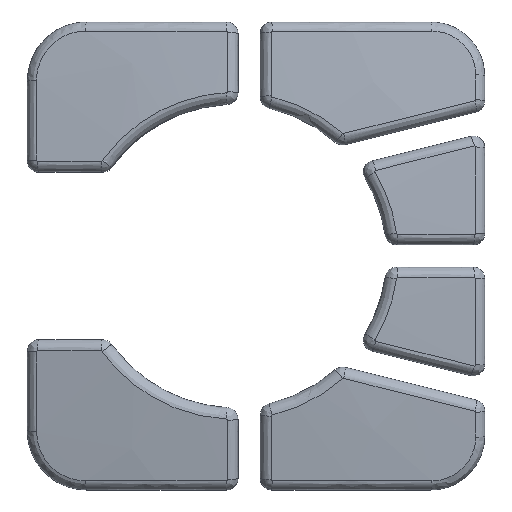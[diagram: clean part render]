
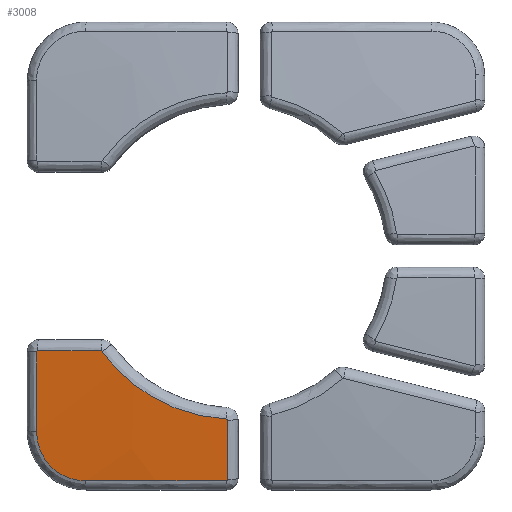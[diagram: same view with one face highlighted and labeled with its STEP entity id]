
A CAD part, top view. The second image highlights one B-rep face of the part: STEP entity #3008.
In plain terms, the highlighted spherical face has radius 312.5 mm.
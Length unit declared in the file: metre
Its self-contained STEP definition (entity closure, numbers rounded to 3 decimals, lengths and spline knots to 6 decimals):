
#127=SPHERICAL_SURFACE('',#3336,0.3125);
#281=B_SPLINE_CURVE_WITH_KNOTS('',3,(#5606,#5607,#5608,#5609),
 .UNSPECIFIED.,.F.,.F.,(4,4),(0.,1.),.UNSPECIFIED.);
#282=B_SPLINE_CURVE_WITH_KNOTS('',3,(#5612,#5613,#5614,#5615),
 .UNSPECIFIED.,.F.,.F.,(4,4),(0.,1.),.UNSPECIFIED.);
#283=B_SPLINE_CURVE_WITH_KNOTS('',3,(#5617,#5618,#5619,#5620),
 .UNSPECIFIED.,.F.,.F.,(4,4),(0.,1.),.UNSPECIFIED.);
#284=B_SPLINE_CURVE_WITH_KNOTS('',3,(#5622,#5623,#5624,#5625),
 .UNSPECIFIED.,.F.,.F.,(4,4),(0.,1.),.UNSPECIFIED.);
#285=B_SPLINE_CURVE_WITH_KNOTS('',3,(#5627,#5628,#5629,#5630,#5631,#5632,
#5633),.UNSPECIFIED.,.F.,.F.,(4,1,1,1,4),(0.,0.25,0.5,0.75,1.),
 .UNSPECIFIED.);
#286=B_SPLINE_CURVE_WITH_KNOTS('',3,(#5635,#5636,#5637,#5638),
 .UNSPECIFIED.,.F.,.F.,(4,4),(0.,1.),.UNSPECIFIED.);
#287=B_SPLINE_CURVE_WITH_KNOTS('',3,(#5640,#5641,#5642,#5643),
 .UNSPECIFIED.,.F.,.F.,(4,4),(0.,1.),.UNSPECIFIED.);
#288=B_SPLINE_CURVE_WITH_KNOTS('',3,(#5645,#5646,#5647,#5648),
 .UNSPECIFIED.,.F.,.F.,(4,4),(0.,1.),.UNSPECIFIED.);
#289=B_SPLINE_CURVE_WITH_KNOTS('',3,(#5650,#5651,#5652,#5653),
 .UNSPECIFIED.,.F.,.F.,(4,4),(0.,1.),.UNSPECIFIED.);
#290=B_SPLINE_CURVE_WITH_KNOTS('',3,(#5655,#5656,#5657,#5658,#5659),
 .UNSPECIFIED.,.F.,.F.,(4,1,4),(0.,0.5,1.),.UNSPECIFIED.);
#924=ORIENTED_EDGE('',*,*,#1576,.T.);
#925=ORIENTED_EDGE('',*,*,#1577,.T.);
#926=ORIENTED_EDGE('',*,*,#1578,.T.);
#927=ORIENTED_EDGE('',*,*,#1579,.T.);
#928=ORIENTED_EDGE('',*,*,#1580,.T.);
#929=ORIENTED_EDGE('',*,*,#1581,.T.);
#930=ORIENTED_EDGE('',*,*,#1582,.T.);
#931=ORIENTED_EDGE('',*,*,#1583,.T.);
#932=ORIENTED_EDGE('',*,*,#1584,.T.);
#933=ORIENTED_EDGE('',*,*,#1585,.T.);
#1576=EDGE_CURVE('',#1919,#1920,#281,.T.);
#1577=EDGE_CURVE('',#1920,#1921,#282,.T.);
#1578=EDGE_CURVE('',#1921,#1922,#283,.T.);
#1579=EDGE_CURVE('',#1922,#1923,#284,.T.);
#1580=EDGE_CURVE('',#1923,#1924,#285,.T.);
#1581=EDGE_CURVE('',#1924,#1925,#286,.T.);
#1582=EDGE_CURVE('',#1925,#1926,#287,.T.);
#1583=EDGE_CURVE('',#1926,#1927,#288,.T.);
#1584=EDGE_CURVE('',#1927,#1928,#289,.T.);
#1585=EDGE_CURVE('',#1928,#1919,#290,.T.);
#1919=VERTEX_POINT('',#5610);
#1920=VERTEX_POINT('',#5611);
#1921=VERTEX_POINT('',#5616);
#1922=VERTEX_POINT('',#5621);
#1923=VERTEX_POINT('',#5626);
#1924=VERTEX_POINT('',#5634);
#1925=VERTEX_POINT('',#5639);
#1926=VERTEX_POINT('',#5644);
#1927=VERTEX_POINT('',#5649);
#1928=VERTEX_POINT('',#5654);
#2472=EDGE_LOOP('',(#924,#925,#926,#927,#928,#929,#930,#931,#932,#933));
#2726=FACE_BOUND('',#2472,.T.);
#3008=ADVANCED_FACE('',(#2726),#127,.T.);
#3336=AXIS2_PLACEMENT_3D('',#5605,#3857,#3858);
#3857=DIRECTION('',(-1.,0.,0.));
#3858=DIRECTION('',(0.,0.,1.));
#5605=CARTESIAN_POINT('',(0.0381,-0.00334,-0.2751));
#5606=CARTESIAN_POINT('',(0.013037,-0.021339,0.035873));
#5607=CARTESIAN_POINT('',(0.012996,-0.021283,0.035873));
#5608=CARTESIAN_POINT('',(0.012942,-0.021255,0.03587));
#5609=CARTESIAN_POINT('',(0.012873,-0.021255,0.035864));
#5610=CARTESIAN_POINT('',(0.013037,-0.021339,0.035873));
#5611=CARTESIAN_POINT('',(0.012873,-0.021255,0.035864));
#5612=CARTESIAN_POINT('',(0.012873,-0.021255,0.035864));
#5613=CARTESIAN_POINT('',(0.008862,-0.021259,0.035539));
#5614=CARTESIAN_POINT('',(0.004857,-0.021259,0.035136));
#5615=CARTESIAN_POINT('',(0.000862,-0.021255,0.034656));
#5616=CARTESIAN_POINT('',(0.000862,-0.021255,0.034656));
#5617=CARTESIAN_POINT('',(0.000862,-0.021255,0.034656));
#5618=CARTESIAN_POINT('',(0.000751,-0.021255,0.034642));
#5619=CARTESIAN_POINT('',(0.00066,-0.021344,0.034626));
#5620=CARTESIAN_POINT('',(0.00066,-0.021456,0.03462));
#5621=CARTESIAN_POINT('',(0.00066,-0.021456,0.03462));
#5622=CARTESIAN_POINT('',(0.00066,-0.021456,0.03462));
#5623=CARTESIAN_POINT('',(0.00066,-0.026497,0.034325));
#5624=CARTESIAN_POINT('',(0.00066,-0.031532,0.033907));
#5625=CARTESIAN_POINT('',(0.00066,-0.036553,0.033366));
#5626=CARTESIAN_POINT('',(0.00066,-0.036553,0.033366));
#5627=CARTESIAN_POINT('',(0.00066,-0.036553,0.033366));
#5628=CARTESIAN_POINT('',(0.00066,-0.037781,0.033234));
#5629=CARTESIAN_POINT('',(0.001144,-0.040182,0.033019));
#5630=CARTESIAN_POINT('',(0.003198,-0.043271,0.032874));
#5631=CARTESIAN_POINT('',(0.006295,-0.045331,0.032936));
#5632=CARTESIAN_POINT('',(0.008692,-0.045812,0.033103));
#5633=CARTESIAN_POINT('',(0.00992,-0.045812,0.033215));
#5634=CARTESIAN_POINT('',(0.00992,-0.045812,0.033215));
#5635=CARTESIAN_POINT('',(0.00992,-0.045812,0.033215));
#5636=CARTESIAN_POINT('',(0.018723,-0.045812,0.03402));
#5637=CARTESIAN_POINT('',(0.02759,-0.045812,0.03445));
#5638=CARTESIAN_POINT('',(0.03649,-0.045812,0.034496));
#5639=CARTESIAN_POINT('',(0.03649,-0.045812,0.034496));
#5640=CARTESIAN_POINT('',(0.03649,-0.045812,0.034496));
#5641=CARTESIAN_POINT('',(0.036601,-0.045812,0.034497));
#5642=CARTESIAN_POINT('',(0.036691,-0.045722,0.03451));
#5643=CARTESIAN_POINT('',(0.036691,-0.045611,0.034525));
#5644=CARTESIAN_POINT('',(0.036691,-0.045611,0.034525));
#5645=CARTESIAN_POINT('',(0.036691,-0.045611,0.034525));
#5646=CARTESIAN_POINT('',(0.036691,-0.041867,0.035036));
#5647=CARTESIAN_POINT('',(0.036691,-0.038115,0.035479));
#5648=CARTESIAN_POINT('',(0.036691,-0.034356,0.035854));
#5649=CARTESIAN_POINT('',(0.036691,-0.034356,0.035854));
#5650=CARTESIAN_POINT('',(0.036691,-0.034356,0.035854));
#5651=CARTESIAN_POINT('',(0.036691,-0.03425,0.035864));
#5652=CARTESIAN_POINT('',(0.036608,-0.034161,0.035873));
#5653=CARTESIAN_POINT('',(0.0365,-0.034155,0.035873));
#5654=CARTESIAN_POINT('',(0.0365,-0.034155,0.035873));
#5655=CARTESIAN_POINT('',(0.0365,-0.034155,0.035873));
#5656=CARTESIAN_POINT('',(0.031896,-0.033916,0.035873));
#5657=CARTESIAN_POINT('',(0.022806,-0.031341,0.035873));
#5658=CARTESIAN_POINT('',(0.015724,-0.025081,0.035873));
#5659=CARTESIAN_POINT('',(0.013037,-0.021339,0.035873));
